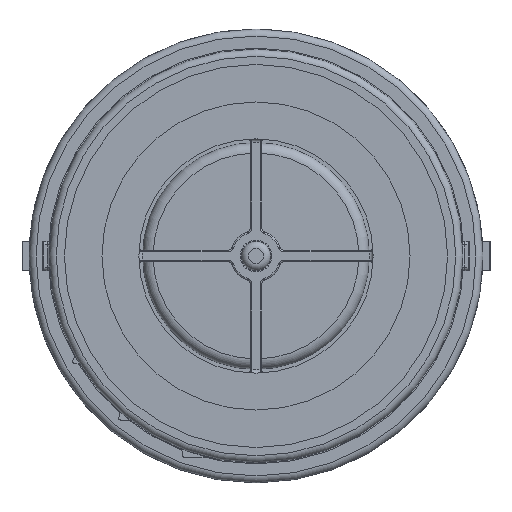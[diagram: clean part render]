
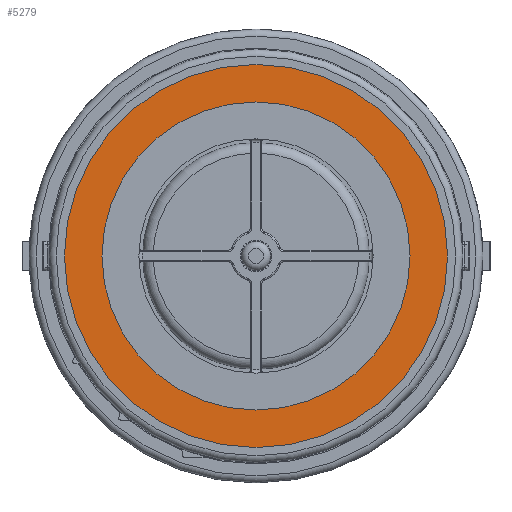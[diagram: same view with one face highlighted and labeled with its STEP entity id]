
A CAD part, left-side view. The second image highlights one B-rep face of the part: STEP entity #5279.
In plain terms, the highlighted planar face has unit normal (-1, 0, 0).
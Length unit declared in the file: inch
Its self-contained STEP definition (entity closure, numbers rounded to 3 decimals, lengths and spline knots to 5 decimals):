
#941=FACE_BOUND('',#1582,.T.);
#1193=FACE_OUTER_BOUND('',#1581,.T.);
#1581=EDGE_LOOP('',(#4304));
#1582=EDGE_LOOP('',(#4305));
#2005=CIRCLE('',#5805,1.635);
#2007=CIRCLE('',#5811,1.315);
#2440=VERTEX_POINT('',#10349);
#2442=VERTEX_POINT('',#10357);
#3102=EDGE_CURVE('',#2440,#2440,#2005,.T.);
#3104=EDGE_CURVE('',#2442,#2442,#2007,.T.);
#4304=ORIENTED_EDGE('',*,*,#3102,.F.);
#4305=ORIENTED_EDGE('',*,*,#3104,.T.);
#5023=PLANE('',#5812);
#5279=ADVANCED_FACE('',(#1193,#941),#5023,.T.);
#5805=AXIS2_PLACEMENT_3D('',#10350,#7016,#7017);
#5811=AXIS2_PLACEMENT_3D('',#10358,#7028,#7029);
#5812=AXIS2_PLACEMENT_3D('',#10359,#7030,#7031);
#7016=DIRECTION('center_axis',(1.,0.,0.));
#7017=DIRECTION('ref_axis',(0.,1.,0.));
#7028=DIRECTION('center_axis',(1.,0.,0.));
#7029=DIRECTION('ref_axis',(0.,1.,0.));
#7030=DIRECTION('center_axis',(-1.,0.,0.));
#7031=DIRECTION('ref_axis',(0.,0.,1.));
#10349=CARTESIAN_POINT('',(-1.832,1.635,0.));
#10350=CARTESIAN_POINT('Origin',(-1.832,0.,0.));
#10357=CARTESIAN_POINT('',(-1.832,1.315,0.));
#10358=CARTESIAN_POINT('Origin',(-1.832,0.,0.));
#10359=CARTESIAN_POINT('Origin',(-1.832,1.475,0.));
